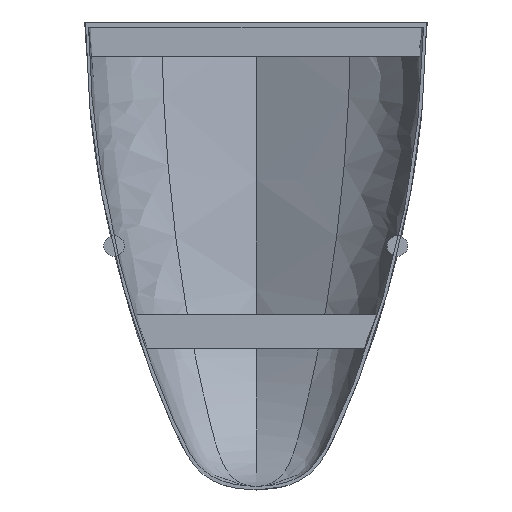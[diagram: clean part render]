
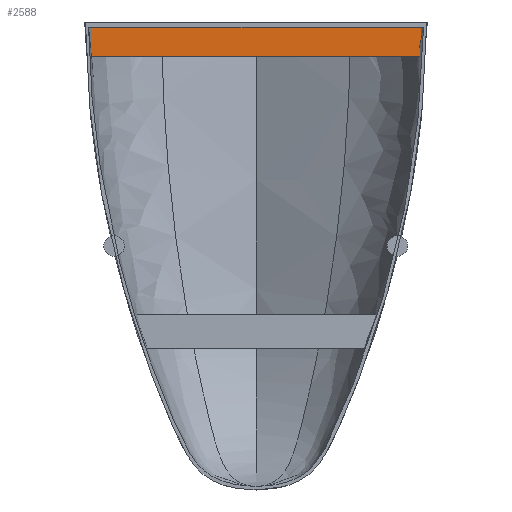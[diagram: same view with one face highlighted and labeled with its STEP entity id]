
A CAD part, top view. The second image highlights one B-rep face of the part: STEP entity #2588.
In plain terms, the highlighted planar face has unit normal (0, 0, 1).
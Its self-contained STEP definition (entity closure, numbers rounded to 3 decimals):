
#2274 = VERTEX_POINT('',#2275);
#2275 = CARTESIAN_POINT('',(-96.887,-1.413,5.));
#2282 = PLANE('',#2283);
#2283 = AXIS2_PLACEMENT_3D('',#2284,#2285,#2286);
#2284 = CARTESIAN_POINT('',(-96.887,-1.413,0.));
#2285 = DIRECTION('',(0.999,0.043,0.));
#2286 = DIRECTION('',(0.043,-0.999,0.));
#2294 = PLANE('',#2295);
#2295 = AXIS2_PLACEMENT_3D('',#2296,#2297,#2298);
#2296 = CARTESIAN_POINT('',(96.473,-1.413,0.));
#2297 = DIRECTION('',(0.,-1.,0.));
#2298 = DIRECTION('',(-1.,0.,0.));
#2306 = EDGE_CURVE('',#2274,#2307,#2309,.T.);
#2307 = VERTEX_POINT('',#2308);
#2308 = CARTESIAN_POINT('',(-96.075,-20.088,5.));
#2309 = SURFACE_CURVE('',#2310,(#2314,#2321),.PCURVE_S1.);
#2310 = LINE('',#2311,#2312);
#2311 = CARTESIAN_POINT('',(-96.887,-1.413,5.));
#2312 = VECTOR('',#2313,1.);
#2313 = DIRECTION('',(0.043,-0.999,0.));
#2314 = PCURVE('',#2282,#2315);
#2315 = DEFINITIONAL_REPRESENTATION('',(#2316),#2320);
#2316 = LINE('',#2317,#2318);
#2317 = CARTESIAN_POINT('',(0.,-5.));
#2318 = VECTOR('',#2319,1.);
#2319 = DIRECTION('',(1.,0.));
#2320 = ( GEOMETRIC_REPRESENTATION_CONTEXT(2) 
PARAMETRIC_REPRESENTATION_CONTEXT() REPRESENTATION_CONTEXT('2D SPACE',''
  ) );
#2321 = PCURVE('',#2322,#2327);
#2322 = PLANE('',#2323);
#2323 = AXIS2_PLACEMENT_3D('',#2324,#2325,#2326);
#2324 = CARTESIAN_POINT('',(-0.149,-10.72,5.));
#2325 = DIRECTION('',(0.,0.,1.));
#2326 = DIRECTION('',(1.,0.,0.));
#2327 = DEFINITIONAL_REPRESENTATION('',(#2328),#2332);
#2328 = LINE('',#2329,#2330);
#2329 = CARTESIAN_POINT('',(-96.737,9.307));
#2330 = VECTOR('',#2331,1.);
#2331 = DIRECTION('',(0.043,-0.999));
#2332 = ( GEOMETRIC_REPRESENTATION_CONTEXT(2) 
PARAMETRIC_REPRESENTATION_CONTEXT() REPRESENTATION_CONTEXT('2D SPACE',''
  ) );
#2350 = PLANE('',#2351);
#2351 = AXIS2_PLACEMENT_3D('',#2352,#2353,#2354);
#2352 = CARTESIAN_POINT('',(-96.075,-20.088,0.));
#2353 = DIRECTION('',(0.,1.,0.));
#2354 = DIRECTION('',(1.,0.,0.));
#2392 = EDGE_CURVE('',#2307,#2393,#2395,.T.);
#2393 = VERTEX_POINT('',#2394);
#2394 = CARTESIAN_POINT('',(95.901,-20.088,5.));
#2395 = SURFACE_CURVE('',#2396,(#2400,#2407),.PCURVE_S1.);
#2396 = LINE('',#2397,#2398);
#2397 = CARTESIAN_POINT('',(-96.075,-20.088,5.));
#2398 = VECTOR('',#2399,1.);
#2399 = DIRECTION('',(1.,0.,0.));
#2400 = PCURVE('',#2350,#2401);
#2401 = DEFINITIONAL_REPRESENTATION('',(#2402),#2406);
#2402 = LINE('',#2403,#2404);
#2403 = CARTESIAN_POINT('',(0.,-5.));
#2404 = VECTOR('',#2405,1.);
#2405 = DIRECTION('',(1.,0.));
#2406 = ( GEOMETRIC_REPRESENTATION_CONTEXT(2) 
PARAMETRIC_REPRESENTATION_CONTEXT() REPRESENTATION_CONTEXT('2D SPACE',''
  ) );
#2407 = PCURVE('',#2322,#2408);
#2408 = DEFINITIONAL_REPRESENTATION('',(#2409),#2413);
#2409 = LINE('',#2410,#2411);
#2410 = CARTESIAN_POINT('',(-95.926,-9.368));
#2411 = VECTOR('',#2412,1.);
#2412 = DIRECTION('',(1.,0.));
#2413 = ( GEOMETRIC_REPRESENTATION_CONTEXT(2) 
PARAMETRIC_REPRESENTATION_CONTEXT() REPRESENTATION_CONTEXT('2D SPACE',''
  ) );
#2431 = PLANE('',#2432);
#2432 = AXIS2_PLACEMENT_3D('',#2433,#2434,#2435);
#2433 = CARTESIAN_POINT('',(95.901,-20.088,0.));
#2434 = DIRECTION('',(-1.,0.031,0.));
#2435 = DIRECTION('',(0.031,1.,0.));
#2468 = EDGE_CURVE('',#2393,#2469,#2471,.T.);
#2469 = VERTEX_POINT('',#2470);
#2470 = CARTESIAN_POINT('',(96.473,-1.413,5.));
#2471 = SURFACE_CURVE('',#2472,(#2476,#2483),.PCURVE_S1.);
#2472 = LINE('',#2473,#2474);
#2473 = CARTESIAN_POINT('',(95.901,-20.088,5.));
#2474 = VECTOR('',#2475,1.);
#2475 = DIRECTION('',(0.031,1.,0.));
#2476 = PCURVE('',#2431,#2477);
#2477 = DEFINITIONAL_REPRESENTATION('',(#2478),#2482);
#2478 = LINE('',#2479,#2480);
#2479 = CARTESIAN_POINT('',(0.,-5.));
#2480 = VECTOR('',#2481,1.);
#2481 = DIRECTION('',(1.,0.));
#2482 = ( GEOMETRIC_REPRESENTATION_CONTEXT(2) 
PARAMETRIC_REPRESENTATION_CONTEXT() REPRESENTATION_CONTEXT('2D SPACE',''
  ) );
#2483 = PCURVE('',#2322,#2484);
#2484 = DEFINITIONAL_REPRESENTATION('',(#2485),#2489);
#2485 = LINE('',#2486,#2487);
#2486 = CARTESIAN_POINT('',(96.05,-9.368));
#2487 = VECTOR('',#2488,1.);
#2488 = DIRECTION('',(0.031,1.));
#2489 = ( GEOMETRIC_REPRESENTATION_CONTEXT(2) 
PARAMETRIC_REPRESENTATION_CONTEXT() REPRESENTATION_CONTEXT('2D SPACE',''
  ) );
#2539 = EDGE_CURVE('',#2469,#2274,#2540,.T.);
#2540 = SURFACE_CURVE('',#2541,(#2545,#2552),.PCURVE_S1.);
#2541 = LINE('',#2542,#2543);
#2542 = CARTESIAN_POINT('',(96.473,-1.413,5.));
#2543 = VECTOR('',#2544,1.);
#2544 = DIRECTION('',(-1.,0.,0.));
#2545 = PCURVE('',#2294,#2546);
#2546 = DEFINITIONAL_REPRESENTATION('',(#2547),#2551);
#2547 = LINE('',#2548,#2549);
#2548 = CARTESIAN_POINT('',(0.,-5.));
#2549 = VECTOR('',#2550,1.);
#2550 = DIRECTION('',(1.,0.));
#2551 = ( GEOMETRIC_REPRESENTATION_CONTEXT(2) 
PARAMETRIC_REPRESENTATION_CONTEXT() REPRESENTATION_CONTEXT('2D SPACE',''
  ) );
#2552 = PCURVE('',#2322,#2553);
#2553 = DEFINITIONAL_REPRESENTATION('',(#2554),#2558);
#2554 = LINE('',#2555,#2556);
#2555 = CARTESIAN_POINT('',(96.622,9.307));
#2556 = VECTOR('',#2557,1.);
#2557 = DIRECTION('',(-1.,0.));
#2558 = ( GEOMETRIC_REPRESENTATION_CONTEXT(2) 
PARAMETRIC_REPRESENTATION_CONTEXT() REPRESENTATION_CONTEXT('2D SPACE',''
  ) );
#2588 = ADVANCED_FACE('',(#2589),#2322,.T.);
#2589 = FACE_BOUND('',#2590,.T.);
#2590 = EDGE_LOOP('',(#2591,#2592,#2593,#2594));
#2591 = ORIENTED_EDGE('',*,*,#2306,.T.);
#2592 = ORIENTED_EDGE('',*,*,#2392,.T.);
#2593 = ORIENTED_EDGE('',*,*,#2468,.T.);
#2594 = ORIENTED_EDGE('',*,*,#2539,.T.);
